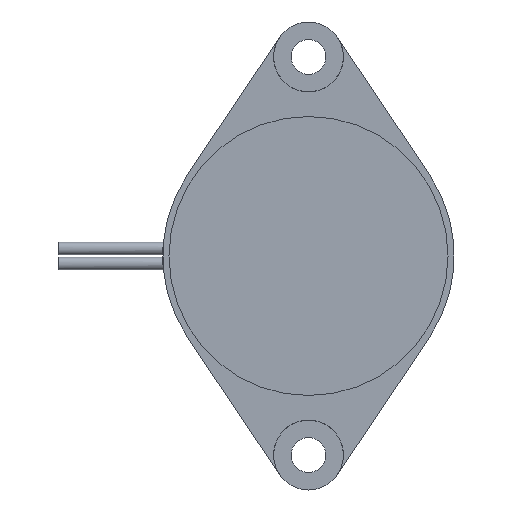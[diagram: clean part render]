
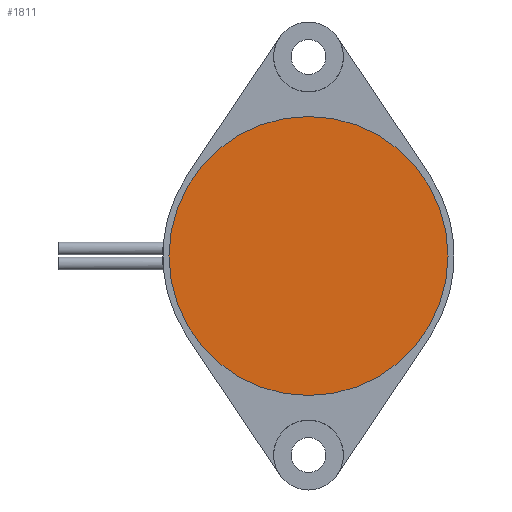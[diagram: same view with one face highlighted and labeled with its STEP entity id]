
A CAD part, front view. The second image highlights one B-rep face of the part: STEP entity #1811.
In plain terms, the highlighted planar face has unit normal (0, -1, 0).
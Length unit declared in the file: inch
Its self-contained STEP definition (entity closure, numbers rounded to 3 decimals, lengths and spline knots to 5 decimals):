
#157=FACE_OUTER_BOUND('',#266,.T.);
#266=EDGE_LOOP('',(#1655));
#680=CIRCLE('',#2018,0.5575);
#848=VERTEX_POINT('',#3325);
#1118=EDGE_CURVE('',#848,#848,#680,.T.);
#1655=ORIENTED_EDGE('',*,*,#1118,.T.);
#1729=PLANE('',#2019);
#1811=ADVANCED_FACE('',(#157),#1729,.T.);
#2018=AXIS2_PLACEMENT_3D('',#3326,#2551,#2552);
#2019=AXIS2_PLACEMENT_3D('',#3328,#2554,#2555);
#2551=DIRECTION('center_axis',(0.,-1.,0.));
#2552=DIRECTION('ref_axis',(0.,0.,-1.));
#2554=DIRECTION('center_axis',(0.,-1.,0.));
#2555=DIRECTION('ref_axis',(0.,0.,-1.));
#3325=CARTESIAN_POINT('',(0.,0.04,0.5575));
#3326=CARTESIAN_POINT('Origin',(0.,0.04,0.));
#3328=CARTESIAN_POINT('Origin',(0.,0.04,0.));
